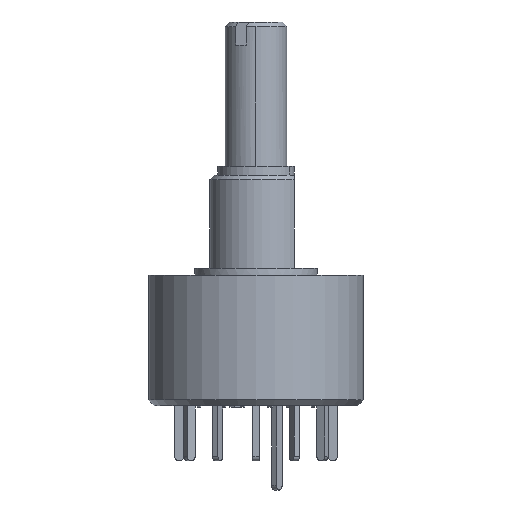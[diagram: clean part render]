
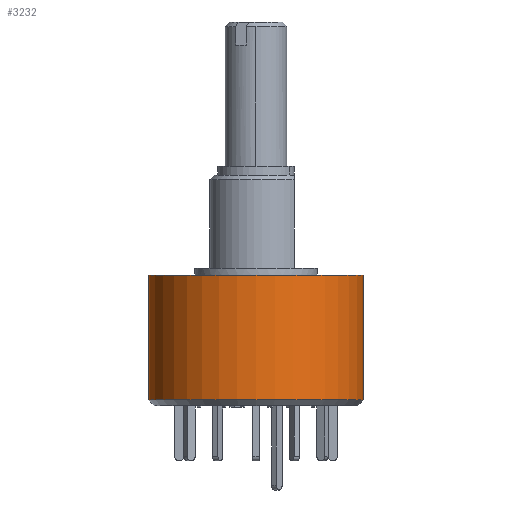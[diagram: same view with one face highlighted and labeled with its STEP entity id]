
A CAD part, left-side view. The second image highlights one B-rep face of the part: STEP entity #3232.
In plain terms, the highlighted cylindrical face has radius 7 mm (diameter 14 mm), a partial arc.
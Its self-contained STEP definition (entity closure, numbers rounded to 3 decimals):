
#706 = EDGE_CURVE ( 'NONE', #7519, #6445, #9319, .T. ) ;
#1256 = CARTESIAN_POINT ( 'NONE',  ( 0., -7., -8.574 ) ) ;
#2049 = ORIENTED_EDGE ( 'NONE', *, *, #15652, .T. ) ;
#2446 = DIRECTION ( 'NONE',  ( 0., 0., 1. ) ) ;
#3078 = VECTOR ( 'NONE', #3380, 1000. ) ;
#3232 = ADVANCED_FACE ( 'NONE', ( #12719 ), #7060, .T. ) ;
#3380 = DIRECTION ( 'NONE',  ( 0., 0., -1. ) ) ;
#4079 = VERTEX_POINT ( 'NONE', #4650 ) ;
#4650 = CARTESIAN_POINT ( 'NONE',  ( 0., 7., -8.574 ) ) ;
#4932 = CARTESIAN_POINT ( 'NONE',  ( 0., 0., -8.574 ) ) ;
#5192 = CARTESIAN_POINT ( 'NONE',  ( 0., 0., -0.45 ) ) ;
#6429 = DIRECTION ( 'NONE',  ( 0., -1., 0. ) ) ;
#6445 = VERTEX_POINT ( 'NONE', #1256 ) ;
#6543 = AXIS2_PLACEMENT_3D ( 'NONE', #5192, #14901, #14724 ) ;
#6620 = CIRCLE ( 'NONE', #13627, 7. ) ;
#7060 = CYLINDRICAL_SURFACE ( 'NONE', #12149, 7. ) ;
#7115 = CIRCLE ( 'NONE', #6543, 7. ) ;
#7519 = VERTEX_POINT ( 'NONE', #10851 ) ;
#7902 = CARTESIAN_POINT ( 'NONE',  ( 0., 7., -0.45 ) ) ;
#8481 = ORIENTED_EDGE ( 'NONE', *, *, #16037, .F. ) ;
#8753 = CARTESIAN_POINT ( 'NONE',  ( 0., -7., -0.45 ) ) ;
#9319 = LINE ( 'NONE', #8753, #3078 ) ;
#10563 = ORIENTED_EDGE ( 'NONE', *, *, #12317, .T. ) ;
#10851 = CARTESIAN_POINT ( 'NONE',  ( 0., -7., -0.45 ) ) ;
#11326 = VERTEX_POINT ( 'NONE', #17085 ) ;
#11923 = DIRECTION ( 'NONE',  ( 0., 0., -1. ) ) ;
#12149 = AXIS2_PLACEMENT_3D ( 'NONE', #13478, #17394, #17566 ) ;
#12317 = EDGE_CURVE ( 'NONE', #4079, #6445, #6620, .T. ) ;
#12719 = FACE_OUTER_BOUND ( 'NONE', #15651, .T. ) ;
#13449 = VECTOR ( 'NONE', #11923, 1000. ) ;
#13478 = CARTESIAN_POINT ( 'NONE',  ( 0., 0., -0.45 ) ) ;
#13627 = AXIS2_PLACEMENT_3D ( 'NONE', #4932, #2446, #6429 ) ;
#14724 = DIRECTION ( 'NONE',  ( 0., -1., 0. ) ) ;
#14901 = DIRECTION ( 'NONE',  ( 0., 0., 1. ) ) ;
#15651 = EDGE_LOOP ( 'NONE', ( #17054, #8481, #2049, #10563 ) ) ;
#15652 = EDGE_CURVE ( 'NONE', #11326, #4079, #17112, .T. ) ;
#16037 = EDGE_CURVE ( 'NONE', #11326, #7519, #7115, .T. ) ;
#17054 = ORIENTED_EDGE ( 'NONE', *, *, #706, .F. ) ;
#17085 = CARTESIAN_POINT ( 'NONE',  ( 0., 7., -0.45 ) ) ;
#17112 = LINE ( 'NONE', #7902, #13449 ) ;
#17394 = DIRECTION ( 'NONE',  ( 0., 0., -1. ) ) ;
#17566 = DIRECTION ( 'NONE',  ( 0., 1., 0. ) ) ;
